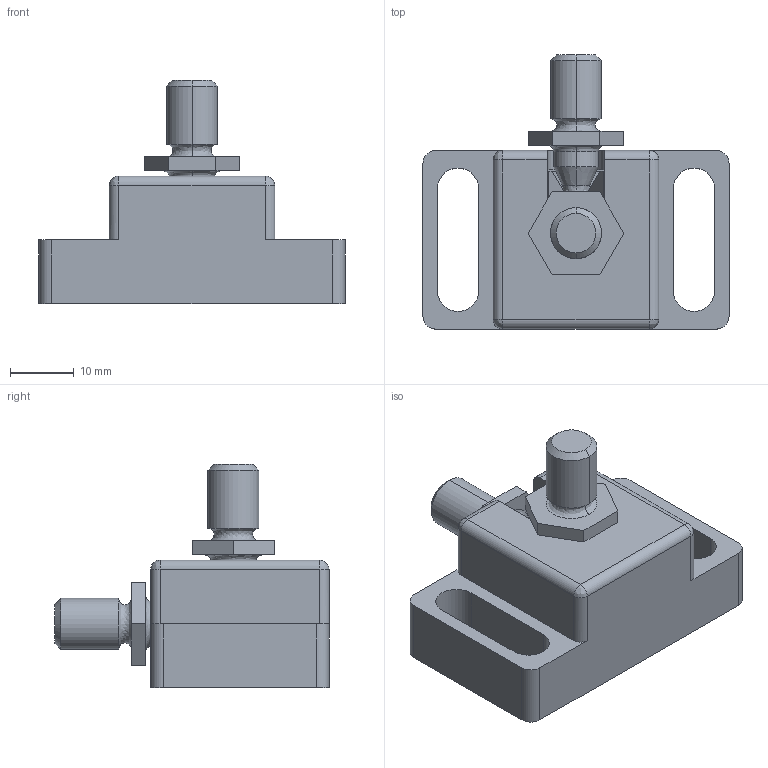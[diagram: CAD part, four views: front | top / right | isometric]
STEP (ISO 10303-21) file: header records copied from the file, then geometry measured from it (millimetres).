
FILE_DESCRIPTION (( 'STEP AP214' ), '1' );
FILE_NAME ('7340020', '2019-02-01T14:36:45', ( '' ), ('JUGARD+KÜNSTNER GmbH'), 'SwSTEP 2.0', 'SolidWorks 2017', '' );
FILE_SCHEMA (( 'AUTOMOTIVE_DESIGN' ));
Length unit declared in the file: millimetre
Products named in the file (4): 7340020_CNAJF00; Kopie von 7340020 Kugelkopf M8_2^7340020; Kopie von 7340020 Kugelschn_X2_00E4_X0_pper^7340020; Kopie von 7340020 Kugelkopf M8^7340020
Assembly tree (3 placements, depth 2):
  7340020_CNAJF00
    Kopie von 7340020 Kugelschn_X2_00E4_X0_pper^7340020
    Kopie von 7340020 Kugelkopf M8^7340020
    Kopie von 7340020 Kugelkopf M8_2^7340020
Bounding box: 48 x 43 x 35 mm (x, y, z)
Volume: 18605.5 mm3; surface area: 8343.2 mm2
Topology: 3 solids, 5 shells, 134 faces, 352 edges, 218 vertices
Faces by surface type: plane 56, cylinder 44, bspline 26, cone 8
Entity records: 4907 total; most frequent: CARTESIAN_POINT 1596, ORIENTED_EDGE 672, DIRECTION 658, EDGE_CURVE 336, AXIS2_PLACEMENT_3D 236, VERTEX_POINT 218, LINE 186, VECTOR 186
